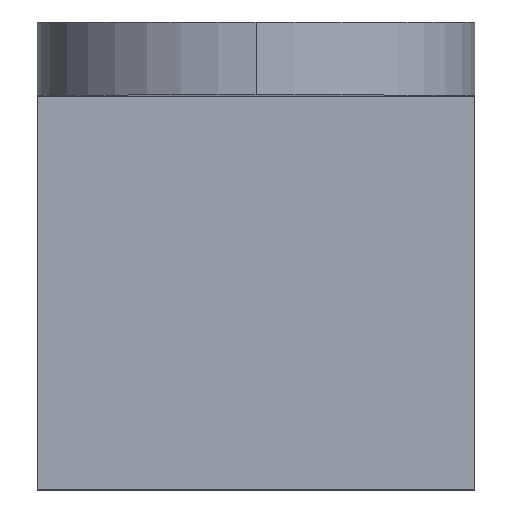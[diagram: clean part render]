
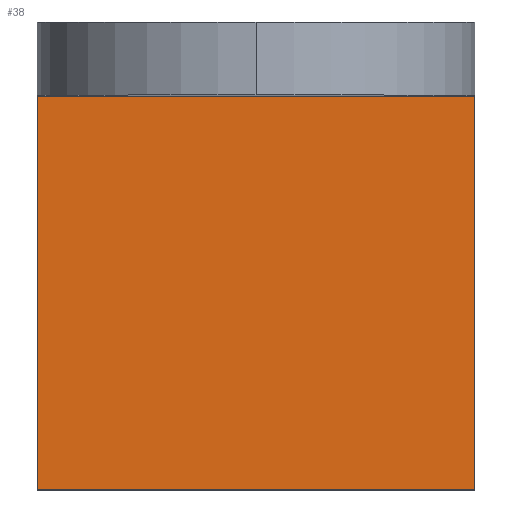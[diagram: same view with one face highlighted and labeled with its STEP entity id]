
A CAD part, top view. The second image highlights one B-rep face of the part: STEP entity #38.
In plain terms, the highlighted planar face has unit normal (0, 0, 1).
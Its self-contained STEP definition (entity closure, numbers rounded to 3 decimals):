
#38=ADVANCED_FACE('NONE',(#76),#77,.T.);
#76=FACE_OUTER_BOUND('',#111,.T.);
#77=PLANE('',#112);
#111=EDGE_LOOP('',(#151,#152,#153,#154));
#112=AXIS2_PLACEMENT_3D('',#155,#156,#157);
#151=ORIENTED_EDGE('',*,*,#223,.F.);
#152=ORIENTED_EDGE('',*,*,#219,.T.);
#153=ORIENTED_EDGE('',*,*,#224,.T.);
#154=ORIENTED_EDGE('',*,*,#225,.F.);
#155=CARTESIAN_POINT('',(-15.0,-14.0,5.0));
#156=DIRECTION('',(0.,0.,1.0));
#157=DIRECTION('',(1.0,0.,0.0));
#219=EDGE_CURVE('NONE',#255,#253,#256,.T.);
#223=EDGE_CURVE('NONE',#255,#261,#262,.T.);
#224=EDGE_CURVE('NONE',#253,#263,#264,.T.);
#225=EDGE_CURVE('NONE',#261,#263,#265,.T.);
#253=VERTEX_POINT('NONE',#300);
#255=VERTEX_POINT('NONE',#303);
#256=LINE('',#304,#305);
#261=VERTEX_POINT('NONE',#311);
#262=LINE('',#312,#313);
#263=VERTEX_POINT('NONE',#314);
#264=LINE('',#315,#316);
#265=LINE('',#317,#318);
#300=CARTESIAN_POINT('',(-15.0,13.0,5.0));
#303=CARTESIAN_POINT('',(15.0,13.0,5.0));
#304=CARTESIAN_POINT('',(-15.0,13.0,5.0));
#305=VECTOR('',#359,1000.0);
#311=CARTESIAN_POINT('',(15.0,-14.0,5.0));
#312=CARTESIAN_POINT('',(15.0,9.409,5.0));
#313=VECTOR('',#364,1000.0);
#314=CARTESIAN_POINT('',(-15.0,-14.0,5.0));
#315=CARTESIAN_POINT('',(-15.0,9.409,5.0));
#316=VECTOR('',#365,1000.0);
#317=CARTESIAN_POINT('',(-15.0,-14.0,5.0));
#318=VECTOR('',#366,1000.0);
#359=DIRECTION('',(-1.0,0.,0.));
#364=DIRECTION('',(0.,-1.0,0.0));
#365=DIRECTION('',(0.,-1.0,0.0));
#366=DIRECTION('',(-1.0,0.0,0.0));
